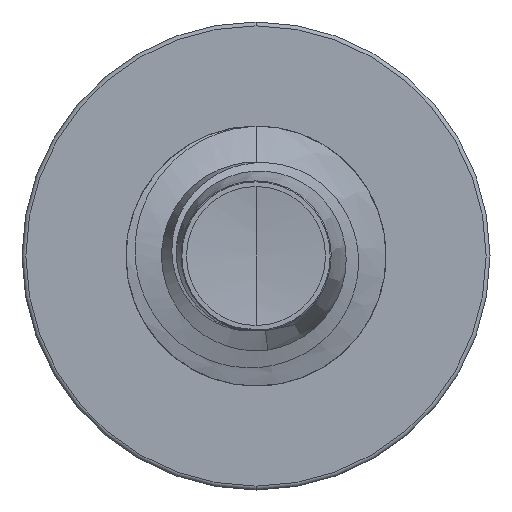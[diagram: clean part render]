
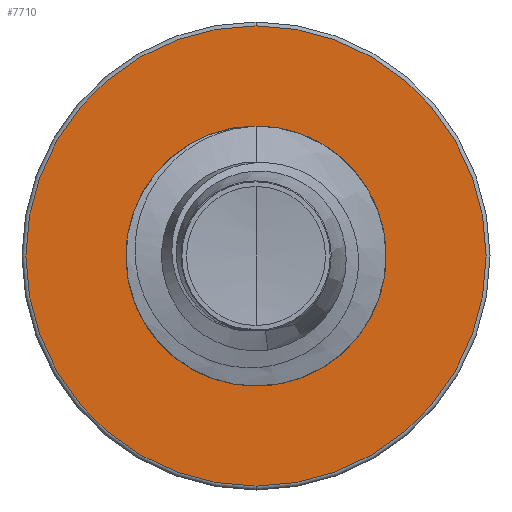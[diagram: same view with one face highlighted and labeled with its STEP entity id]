
A CAD part, front view. The second image highlights one B-rep face of the part: STEP entity #7710.
In plain terms, the highlighted planar face has unit normal (0, -1, 0).
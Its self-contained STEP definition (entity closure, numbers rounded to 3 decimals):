
#176 = VERTEX_POINT ( 'NONE', #7783 ) ;
#621 = DIRECTION ( 'NONE',  ( 0., 1., 0. ) ) ;
#1206 = AXIS2_PLACEMENT_3D ( 'NONE', #6284, #14017, #7413 ) ;
#1944 = VERTEX_POINT ( 'NONE', #7491 ) ;
#2187 = AXIS2_PLACEMENT_3D ( 'NONE', #4860, #12636, #5972 ) ;
#2606 = DIRECTION ( 'NONE',  ( 0., 1., 0. ) ) ;
#3396 = VERTEX_POINT ( 'NONE', #4212 ) ;
#3715 = FACE_BOUND ( 'NONE', #12811, .T. ) ;
#3880 = CIRCLE ( 'NONE', #9665, 0.986 ) ;
#4058 = FACE_OUTER_BOUND ( 'NONE', #14173, .T. ) ;
#4212 = CARTESIAN_POINT ( 'NONE',  ( 0., 5.5, 1.77 ) ) ;
#4860 = CARTESIAN_POINT ( 'NONE',  ( 0., 5.5, 0. ) ) ;
#5070 = CARTESIAN_POINT ( 'NONE',  ( 0., 5.5, 0. ) ) ;
#5931 = EDGE_CURVE ( 'NONE', #3396, #13284, #9445, .T. ) ;
#5972 = DIRECTION ( 'NONE',  ( 0., 0., 1. ) ) ;
#6205 = DIRECTION ( 'NONE',  ( 0., 0., 1. ) ) ;
#6277 = PLANE ( 'NONE',  #11434 ) ;
#6284 = CARTESIAN_POINT ( 'NONE',  ( 0., 5.5, 0. ) ) ;
#7406 = CARTESIAN_POINT ( 'NONE',  ( 0., 5.5, -0.986 ) ) ;
#7413 = DIRECTION ( 'NONE',  ( 0., 0., 1. ) ) ;
#7491 = CARTESIAN_POINT ( 'NONE',  ( 0., 5.5, -0.986 ) ) ;
#7710 = ADVANCED_FACE ( 'NONE', ( #4058, #3715 ), #6277, .F. ) ;
#7783 = CARTESIAN_POINT ( 'NONE',  ( 0., 5.5, 0.986 ) ) ;
#8295 = ORIENTED_EDGE ( 'NONE', *, *, #8544, .T. ) ;
#8510 = DIRECTION ( 'NONE',  ( 0., 0., 1. ) ) ;
#8544 = EDGE_CURVE ( 'NONE', #1944, #176, #8930, .T. ) ;
#8549 = EDGE_CURVE ( 'NONE', #13284, #3396, #14465, .T. ) ;
#8930 = CIRCLE ( 'NONE', #14392, 0.986 ) ;
#8965 = ORIENTED_EDGE ( 'NONE', *, *, #9753, .T. ) ;
#9258 = CARTESIAN_POINT ( 'NONE',  ( 0., 5.5, 0. ) ) ;
#9445 = CIRCLE ( 'NONE', #1206, 1.77 ) ;
#9665 = AXIS2_PLACEMENT_3D ( 'NONE', #5070, #12847, #6205 ) ;
#9753 = EDGE_CURVE ( 'NONE', #176, #1944, #3880, .T. ) ;
#9981 = CARTESIAN_POINT ( 'NONE',  ( 0., 5.5, -1.77 ) ) ;
#10369 = ORIENTED_EDGE ( 'NONE', *, *, #8549, .F. ) ;
#10378 = DIRECTION ( 'NONE',  ( 0., 0., 1. ) ) ;
#11434 = AXIS2_PLACEMENT_3D ( 'NONE', #7406, #621, #8510 ) ;
#12494 = ORIENTED_EDGE ( 'NONE', *, *, #5931, .F. ) ;
#12636 = DIRECTION ( 'NONE',  ( 0., 1., 0. ) ) ;
#12811 = EDGE_LOOP ( 'NONE', ( #8965, #8295 ) ) ;
#12847 = DIRECTION ( 'NONE',  ( 0., 1., 0. ) ) ;
#13284 = VERTEX_POINT ( 'NONE', #9981 ) ;
#14017 = DIRECTION ( 'NONE',  ( 0., 1., 0. ) ) ;
#14173 = EDGE_LOOP ( 'NONE', ( #12494, #10369 ) ) ;
#14392 = AXIS2_PLACEMENT_3D ( 'NONE', #9258, #2606, #10378 ) ;
#14465 = CIRCLE ( 'NONE', #2187, 1.77 ) ;
